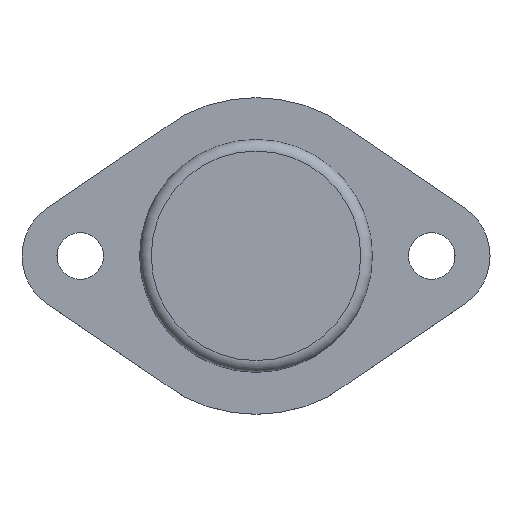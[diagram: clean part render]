
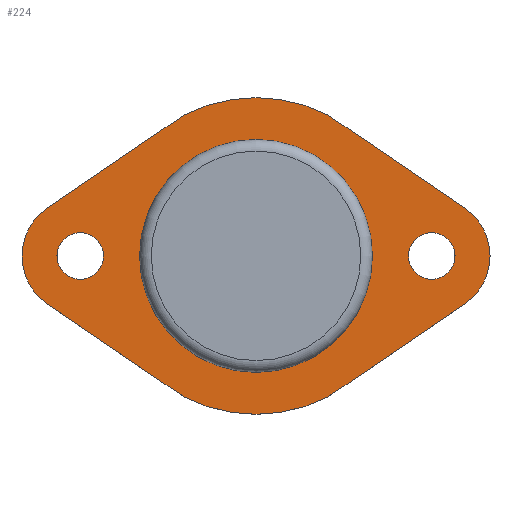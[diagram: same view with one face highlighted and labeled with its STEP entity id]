
A CAD part, top view. The second image highlights one B-rep face of the part: STEP entity #224.
In plain terms, the highlighted planar face has unit normal (0, 0, 1).
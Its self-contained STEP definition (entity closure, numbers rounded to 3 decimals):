
#24 = VERTEX_POINT('',#25);
#25 = CARTESIAN_POINT('',(7.978,6.666,1.75));
#31 = EDGE_CURVE('',#24,#32,#34,.T.);
#32 = VERTEX_POINT('',#33);
#33 = CARTESIAN_POINT('',(-4.378,6.666,1.75));
#34 = CIRCLE('',#35,13.6);
#35 = AXIS2_PLACEMENT_3D('',#36,#37,#38);
#36 = CARTESIAN_POINT('',(1.8,-5.45,1.75));
#37 = DIRECTION('',(0.,0.,1.));
#38 = DIRECTION('',(1.,0.,0.));
#64 = EDGE_CURVE('',#24,#65,#67,.T.);
#65 = VERTEX_POINT('',#66);
#66 = CARTESIAN_POINT('',(19.712,-1.316,1.75));
#67 = LINE('',#68,#69);
#68 = CARTESIAN_POINT('',(7.978,6.666,1.75));
#69 = VECTOR('',#70,1.);
#70 = DIRECTION('',(0.827,-0.562,0.));
#97 = VERTEX_POINT('',#98);
#98 = CARTESIAN_POINT('',(-16.112,-1.316,1.75));
#104 = EDGE_CURVE('',#97,#32,#105,.T.);
#105 = LINE('',#106,#107);
#106 = CARTESIAN_POINT('',(-16.112,-1.316,1.75));
#107 = VECTOR('',#108,1.);
#108 = DIRECTION('',(0.827,0.562,0.));
#224 = ADVANCED_FACE('',(#225,#289,#300,#311),#322,.F.);
#225 = FACE_BOUND('',#226,.F.);
#226 = EDGE_LOOP('',(#227,#228,#229,#238,#247,#255,#264,#272,#281,#288)
  );
#227 = ORIENTED_EDGE('',*,*,#31,.F.);
#228 = ORIENTED_EDGE('',*,*,#64,.T.);
#229 = ORIENTED_EDGE('',*,*,#230,.F.);
#230 = EDGE_CURVE('',#231,#65,#233,.T.);
#231 = VERTEX_POINT('',#232);
#232 = CARTESIAN_POINT('',(21.9,-5.45,1.75));
#233 = CIRCLE('',#234,5.);
#234 = AXIS2_PLACEMENT_3D('',#235,#236,#237);
#235 = CARTESIAN_POINT('',(16.9,-5.45,1.75));
#236 = DIRECTION('',(0.,0.,1.));
#237 = DIRECTION('',(1.,0.,0.));
#238 = ORIENTED_EDGE('',*,*,#239,.F.);
#239 = EDGE_CURVE('',#240,#231,#242,.T.);
#240 = VERTEX_POINT('',#241);
#241 = CARTESIAN_POINT('',(19.712,-9.584,1.75));
#242 = CIRCLE('',#243,5.);
#243 = AXIS2_PLACEMENT_3D('',#244,#245,#246);
#244 = CARTESIAN_POINT('',(16.9,-5.45,1.75));
#245 = DIRECTION('',(0.,0.,1.));
#246 = DIRECTION('',(1.,0.,0.));
#247 = ORIENTED_EDGE('',*,*,#248,.T.);
#248 = EDGE_CURVE('',#240,#249,#251,.T.);
#249 = VERTEX_POINT('',#250);
#250 = CARTESIAN_POINT('',(7.978,-17.566,1.75));
#251 = LINE('',#252,#253);
#252 = CARTESIAN_POINT('',(19.712,-9.584,1.75));
#253 = VECTOR('',#254,1.);
#254 = DIRECTION('',(-0.827,-0.562,0.));
#255 = ORIENTED_EDGE('',*,*,#256,.F.);
#256 = EDGE_CURVE('',#257,#249,#259,.T.);
#257 = VERTEX_POINT('',#258);
#258 = CARTESIAN_POINT('',(-4.378,-17.566,1.75));
#259 = CIRCLE('',#260,13.6);
#260 = AXIS2_PLACEMENT_3D('',#261,#262,#263);
#261 = CARTESIAN_POINT('',(1.8,-5.45,1.75));
#262 = DIRECTION('',(0.,0.,1.));
#263 = DIRECTION('',(1.,0.,0.));
#264 = ORIENTED_EDGE('',*,*,#265,.T.);
#265 = EDGE_CURVE('',#257,#266,#268,.T.);
#266 = VERTEX_POINT('',#267);
#267 = CARTESIAN_POINT('',(-16.112,-9.584,1.75));
#268 = LINE('',#269,#270);
#269 = CARTESIAN_POINT('',(-4.378,-17.566,1.75));
#270 = VECTOR('',#271,1.);
#271 = DIRECTION('',(-0.827,0.562,0.));
#272 = ORIENTED_EDGE('',*,*,#273,.F.);
#273 = EDGE_CURVE('',#274,#266,#276,.T.);
#274 = VERTEX_POINT('',#275);
#275 = CARTESIAN_POINT('',(-18.3,-5.45,1.75));
#276 = CIRCLE('',#277,5.);
#277 = AXIS2_PLACEMENT_3D('',#278,#279,#280);
#278 = CARTESIAN_POINT('',(-13.3,-5.45,1.75));
#279 = DIRECTION('',(0.,0.,1.));
#280 = DIRECTION('',(1.,0.,0.));
#281 = ORIENTED_EDGE('',*,*,#282,.F.);
#282 = EDGE_CURVE('',#97,#274,#283,.T.);
#283 = CIRCLE('',#284,5.);
#284 = AXIS2_PLACEMENT_3D('',#285,#286,#287);
#285 = CARTESIAN_POINT('',(-13.3,-5.45,1.75));
#286 = DIRECTION('',(0.,0.,1.));
#287 = DIRECTION('',(1.,0.,0.));
#288 = ORIENTED_EDGE('',*,*,#104,.T.);
#289 = FACE_BOUND('',#290,.F.);
#290 = EDGE_LOOP('',(#291));
#291 = ORIENTED_EDGE('',*,*,#292,.F.);
#292 = EDGE_CURVE('',#293,#293,#295,.T.);
#293 = VERTEX_POINT('',#294);
#294 = CARTESIAN_POINT('',(11.8,-5.45,1.75));
#295 = CIRCLE('',#296,10.);
#296 = AXIS2_PLACEMENT_3D('',#297,#298,#299);
#297 = CARTESIAN_POINT('',(1.8,-5.45,1.75));
#298 = DIRECTION('',(0.,0.,-1.));
#299 = DIRECTION('',(1.,0.,0.));
#300 = FACE_BOUND('',#301,.F.);
#301 = EDGE_LOOP('',(#302));
#302 = ORIENTED_EDGE('',*,*,#303,.T.);
#303 = EDGE_CURVE('',#304,#304,#306,.T.);
#304 = VERTEX_POINT('',#305);
#305 = CARTESIAN_POINT('',(-11.3,-5.45,1.75));
#306 = CIRCLE('',#307,2.);
#307 = AXIS2_PLACEMENT_3D('',#308,#309,#310);
#308 = CARTESIAN_POINT('',(-13.3,-5.45,1.75));
#309 = DIRECTION('',(0.,0.,1.));
#310 = DIRECTION('',(1.,0.,0.));
#311 = FACE_BOUND('',#312,.F.);
#312 = EDGE_LOOP('',(#313));
#313 = ORIENTED_EDGE('',*,*,#314,.T.);
#314 = EDGE_CURVE('',#315,#315,#317,.T.);
#315 = VERTEX_POINT('',#316);
#316 = CARTESIAN_POINT('',(18.9,-5.45,1.75));
#317 = CIRCLE('',#318,2.);
#318 = AXIS2_PLACEMENT_3D('',#319,#320,#321);
#319 = CARTESIAN_POINT('',(16.9,-5.45,1.75));
#320 = DIRECTION('',(0.,0.,1.));
#321 = DIRECTION('',(1.,0.,0.));
#322 = PLANE('',#323);
#323 = AXIS2_PLACEMENT_3D('',#324,#325,#326);
#324 = CARTESIAN_POINT('',(7.978,6.666,1.75));
#325 = DIRECTION('',(0.,0.,-1.));
#326 = DIRECTION('',(-1.,0.,0.));
